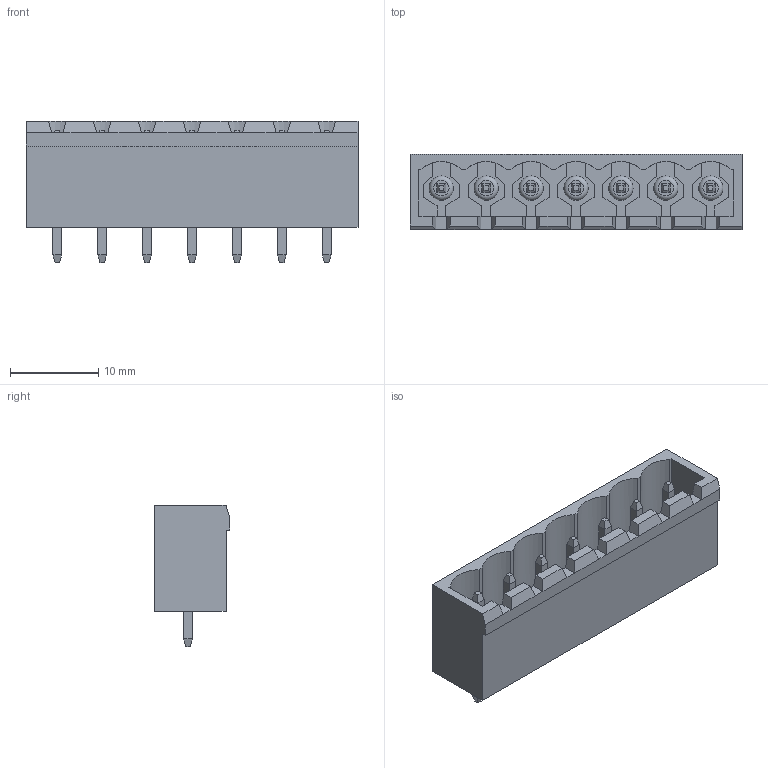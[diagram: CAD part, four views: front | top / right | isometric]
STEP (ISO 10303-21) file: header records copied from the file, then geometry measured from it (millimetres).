
FILE_DESCRIPTION( ( 'Unknown' ), '1' );
FILE_NAME( '691311500107.stp', 'Unknown', ( 'Unknown' ), ( 'Unknown' ), 'PSStep 18.0.17', 'Unknown', ' ' );
FILE_SCHEMA( ( 'AUTOMOTIVE_DESIGN { 1 0 10303 214 1 1 1 1 }' ) );
Length unit declared in the file: millimetre
Products named in the file (3): Assem1; 6913115001xx_PIN; 691311500107
Assembly tree (8 placements, depth 2):
  Assem1
    6913115001xx_PIN  x7
    691311500107
Bounding box: 37.56 x 8.5 x 16 mm (x, y, z)
Volume: 1598.2 mm3; surface area: 3546.2 mm2
Topology: 8 solids, 8 shells, 344 faces, 914 edges, 586 vertices
Faces by surface type: plane 323, cylinder 14, torus 7
Full cylindrical faces by diameter (mm): 2.75 x7
Entity records: 10420 total; most frequent: CARTESIAN_POINT 1477, ORIENTED_EDGE 1450, DIRECTION 1312, EDGE_CURVE 725, LINE 676, VECTOR 676, VERTEX_POINT 483, AXIS2_PLACEMENT_3D 318
